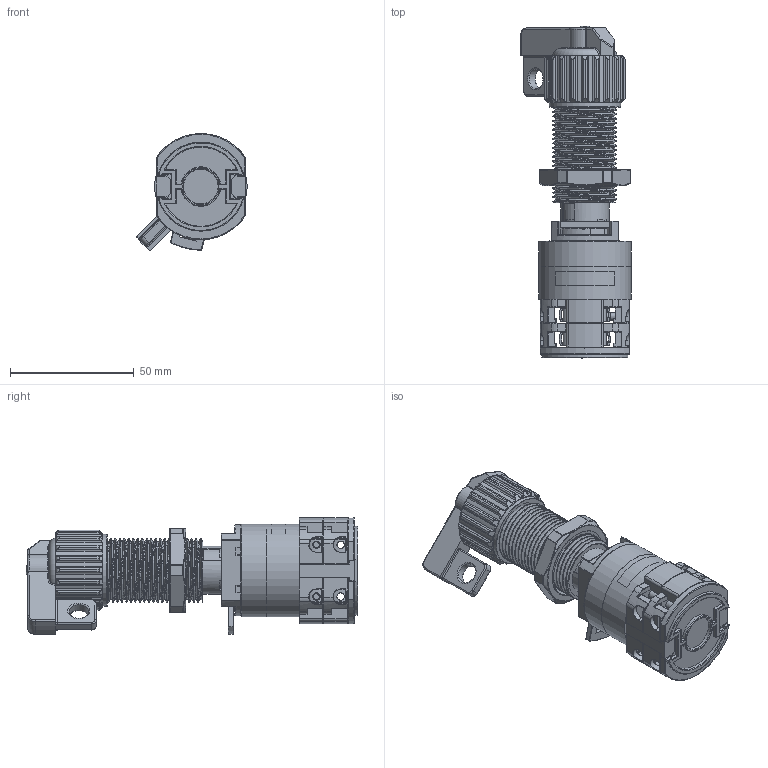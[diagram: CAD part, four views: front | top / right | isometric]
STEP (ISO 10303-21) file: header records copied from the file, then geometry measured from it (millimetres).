
FILE_DESCRIPTION(/* description */ (''),/* implementation_level */ '2;1');
FILE_NAME(/* name */ 'GZ5-2A6.iam.stp',/* time_stamp */ '2019-07-12T08:40:49-05:00',/* author */ ('kadelman'),/* organization */ (''),/* preprocessor_version */ 'ST-DEVELOPER v17',/* originating_system */ 'Autodesk Inventor 2018',/* authorisation */ '');
FILE_SCHEMA (('AUTOMOTIVE_DESIGN { 1 0 10303 214 3 1 1 }'));
Products named in the file (15): GZ5-2A6; CORPO COOPER; ANEL 34NPSM; AR29 P VIDEO; MOLDURA 1 NOVA; ACOPLA L SG rev; CHAVE ROTATIVA 1 CAMARA 2PL-2NO; PECA POTENCIOMETRO; GAIOLA SG; LINGUETA GAIOLA NOVA; DIN EN ISO 7045 H M3 x 6 - 4.8 - H; CAMARA BLOCO ROTATIVO; PECA FINAL CHAVE ROTATIVA 2P - 2NO; MANOPLA1PR REV; DIN 7985 (H) M3x6-H
Assembly tree (16 placements, depth 3):
  GZ5-2A6
    CORPO COOPER
    ANEL 34NPSM
    AR29 P VIDEO
    MOLDURA 1 NOVA
    ACOPLA L SG rev
    CHAVE ROTATIVA 1 CAMARA 2PL-2NO
      PECA POTENCIOMETRO
      GAIOLA SG
      LINGUETA GAIOLA NOVA
      DIN EN ISO 7045 H M3 x 6 - 4.8 - H  x2
      CAMARA BLOCO ROTATIVO  x2
      PECA FINAL CHAVE ROTATIVA 2P - 2NO
    MANOPLA1PR REV
    DIN 7985 (H) M3x6-H
Bounding box: 44.68 x 134.34 x 47.35 mm (x, y, z)
Volume: 72769.9 mm3; surface area: 65587.6 mm2
Topology: 38 solids, 38 shells, 1828 faces, 4913 edges, 3136 vertices
Faces by surface type: cylinder 717, plane 686, torus 201, bspline 138, cone 56, sphere 30
Full cylindrical faces by diameter (mm): 1 x1, 2.729 x2, 2.75 x1, 3 x20, 3.1 x2, 3.2 x4, 5.4 x2, 5.8 x1, 6 x4, 8 x2, 14 x1, 14.517 x2, 15 x1, 16 x11, 17.483 x2, 19.5 x1, 20 x2, 20.35 x1, 22 x1, 22.5 x1, 22.517 x2, 23 x6, 23.31 x2, 24 x5, 24.483 x2, 26 x24, 28.69 x2, 29 x1, 37.5 x2
Entity records: 95356 total; most frequent: CARTESIAN_POINT 59080, ORIENTED_EDGE 7682, DIRECTION 7111, EDGE_CURVE 3841, AXIS2_PLACEMENT_3D 2722, VERTEX_POINT 2469, LINE 1667, VECTOR 1667
